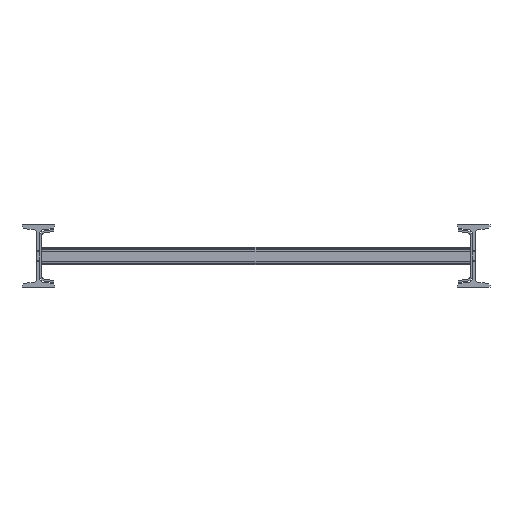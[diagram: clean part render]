
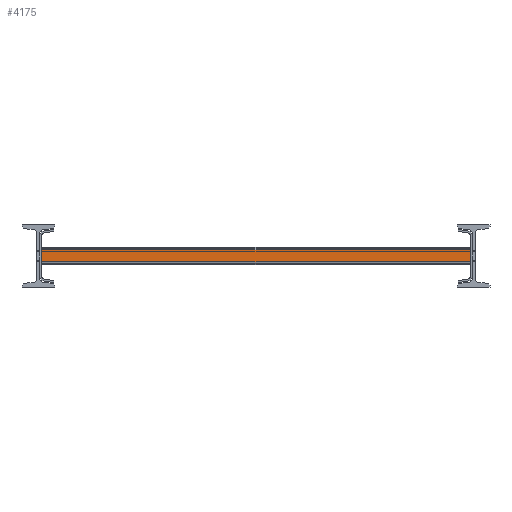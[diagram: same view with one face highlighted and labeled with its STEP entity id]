
A CAD part, front view. The second image highlights one B-rep face of the part: STEP entity #4175.
In plain terms, the highlighted face is planar.
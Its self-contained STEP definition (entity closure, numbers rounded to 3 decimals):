
#3559=DIRECTION('',(0.,1.,0.));
#3560=VECTOR('',#3559,15.5);
#3561=CARTESIAN_POINT('',(-2451.,4.,20.));
#3562=LINE('',#3561,#3560);
#3667=DIRECTION('',(0.,1.,0.));
#3668=VECTOR('',#3667,15.5);
#3669=CARTESIAN_POINT('',(-3000.,4.,20.));
#3670=LINE('',#3669,#3668);
#3675=DIRECTION('',(1.,0.,0.));
#3676=VECTOR('',#3675,549.);
#3677=CARTESIAN_POINT('',(-3000.,4.,20.));
#3678=LINE('',#3677,#3676);
#3813=DIRECTION('',(-1.,0.,0.));
#3814=VECTOR('',#3813,549.);
#3815=CARTESIAN_POINT('',(-2451.,19.5,20.));
#3816=LINE('',#3815,#3814);
#3967=CARTESIAN_POINT('',(-2451.,4.,20.));
#3968=CARTESIAN_POINT('',(-2451.,19.5,20.));
#3969=VERTEX_POINT('',#3967);
#3970=VERTEX_POINT('',#3968);
#4019=CARTESIAN_POINT('',(-3000.,4.,20.));
#4020=VERTEX_POINT('',#4019);
#4021=CARTESIAN_POINT('',(-3000.,19.5,20.));
#4022=VERTEX_POINT('',#4021);
#4161=CARTESIAN_POINT('',(3000.,4.,20.));
#4162=DIRECTION('',(0.,0.,-1.));
#4163=DIRECTION('',(-1.,0.,0.));
#4164=AXIS2_PLACEMENT_3D('',#4161,#4162,#4163);
#4165=PLANE('',#4164);
#4167=ORIENTED_EDGE('',*,*,#4166,.F.);
#4169=ORIENTED_EDGE('',*,*,#4168,.T.);
#4171=ORIENTED_EDGE('',*,*,#4170,.F.);
#4172=ORIENTED_EDGE('',*,*,#4103,.F.);
#4173=EDGE_LOOP('',(#4167,#4169,#4171,#4172));
#4174=FACE_OUTER_BOUND('',#4173,.F.);
#4175=ADVANCED_FACE('',(#4174),#4165,.F.);
#4103=EDGE_CURVE('',#3969,#3970,#3562,.T.);
#4166=EDGE_CURVE('',#4020,#3969,#3678,.T.);
#4168=EDGE_CURVE('',#4020,#4022,#3670,.T.);
#4170=EDGE_CURVE('',#3970,#4022,#3816,.T.);
